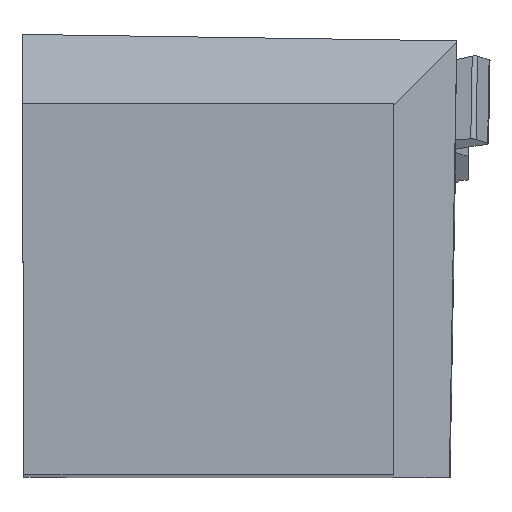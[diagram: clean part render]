
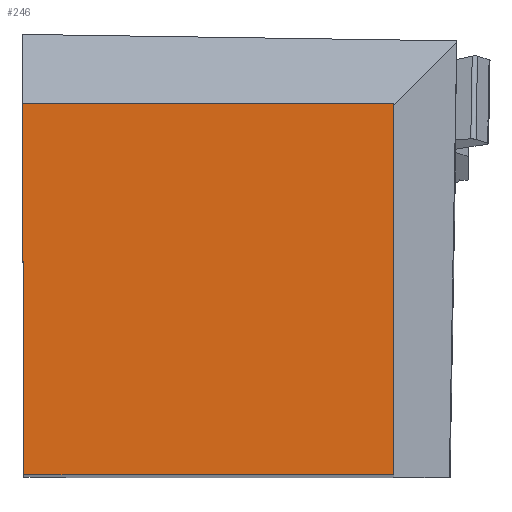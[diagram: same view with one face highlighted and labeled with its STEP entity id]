
A CAD part, top view. The second image highlights one B-rep face of the part: STEP entity #246.
In plain terms, the highlighted planar face has unit normal (0, 0, 1).
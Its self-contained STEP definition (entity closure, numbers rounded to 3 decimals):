
#246=ADVANCED_FACE('BLANK_BOXF006',(#386),#305,.F.);
#305=PLANE('',#2000);
#386=FACE_OUTER_BOUND('',#479,.T.);
#479=EDGE_LOOP('',(#1311,#1312,#1313,#1314));
#651=LINE('',#3161,#839);
#663=LINE('',#3184,#851);
#664=LINE('',#3186,#852);
#665=LINE('',#3188,#853);
#839=VECTOR('',#2453,1.);
#851=VECTOR('',#2471,1.);
#852=VECTOR('',#2472,1.);
#853=VECTOR('',#2473,1.);
#1311=ORIENTED_EDGE('',*,*,#1760,.T.);
#1312=ORIENTED_EDGE('',*,*,#1761,.T.);
#1313=ORIENTED_EDGE('',*,*,#1762,.T.);
#1314=ORIENTED_EDGE('',*,*,#1748,.T.);
#1513=VERTEX_POINT('',#3160);
#1514=VERTEX_POINT('',#3162);
#1522=VERTEX_POINT('',#3185);
#1523=VERTEX_POINT('',#3187);
#1748=EDGE_CURVE('',#1514,#1513,#651,.T.);
#1760=EDGE_CURVE('',#1513,#1522,#663,.T.);
#1761=EDGE_CURVE('',#1522,#1523,#664,.T.);
#1762=EDGE_CURVE('',#1523,#1514,#665,.T.);
#2000=AXIS2_PLACEMENT_3D('',#3189,#2474,#2475);
#2453=DIRECTION('',(1.,0.,0.));
#2471=DIRECTION('',(0.,1.,0.));
#2472=DIRECTION('',(-1.,0.,0.));
#2473=DIRECTION('',(0.004,-1.,0.));
#2474=DIRECTION('',(0.,0.,-1.));
#2475=DIRECTION('',(0.,-1.,0.));
#3160=CARTESIAN_POINT('',(31.623,0.,0.));
#3161=CARTESIAN_POINT('',(-152.4,0.,0.));
#3162=CARTESIAN_POINT('',(0.138,0.,0.));
#3184=CARTESIAN_POINT('',(31.623,-152.4,0.));
#3185=CARTESIAN_POINT('',(31.623,31.623,0.));
#3186=CARTESIAN_POINT('',(152.4,31.623,0.));
#3187=CARTESIAN_POINT('',(0.,31.623,0.));
#3188=CARTESIAN_POINT('',(-0.527,152.399,0.));
#3189=CARTESIAN_POINT('',(69.723,-5.,0.));
